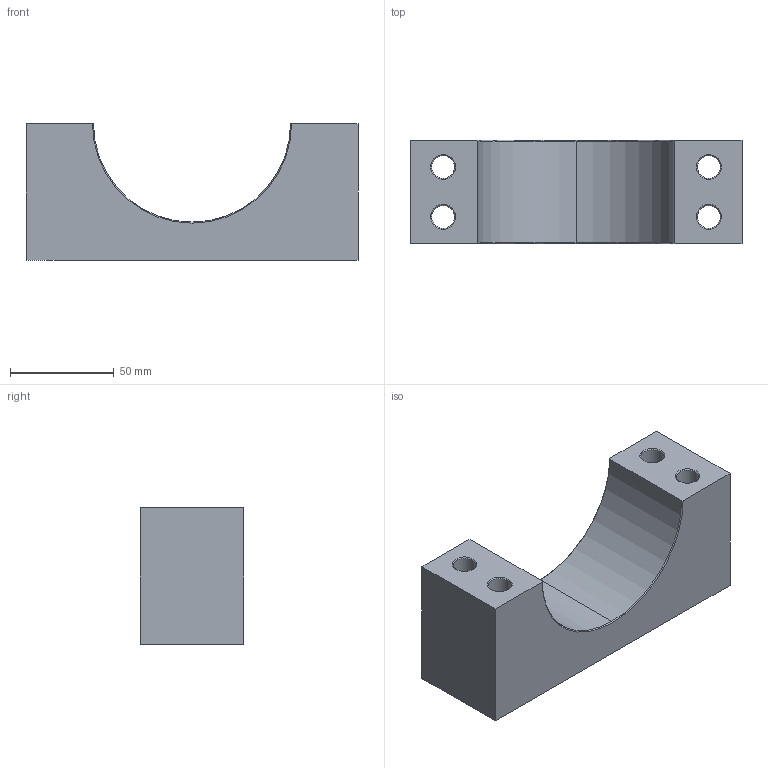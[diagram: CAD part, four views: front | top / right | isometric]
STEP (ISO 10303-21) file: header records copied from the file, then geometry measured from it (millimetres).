
FILE_DESCRIPTION (( 'STEP AP203' ), '1' );
FILE_NAME ('DEMI COQUILLE LISSE TAPMATIC.STEP', '2025-01-06T09:03:32', ( '' ), ( '' ), 'SwSTEP 2.0', 'SolidWorks 2012', '' );
FILE_SCHEMA (( 'CONFIG_CONTROL_DESIGN' ));
Length unit declared in the file: millimetre
Products named in the file (1): DEMI COQUILLE LISSE TAPMATIC
Bounding box: 160 x 50 x 66 mm (x, y, z)
Volume: 325632.7 mm3; surface area: 47540 mm2
Topology: 1 solids, 1 shells, 36 faces, 85 edges, 51 vertices
Faces by surface type: cone 19, cylinder 10, plane 7
Entity records: 1125 total; most frequent: DIRECTION 198, CARTESIAN_POINT 173, ORIENTED_EDGE 170, EDGE_CURVE 85, AXIS2_PLACEMENT_3D 76, VERTEX_POINT 51, VECTOR 46, LINE 46
